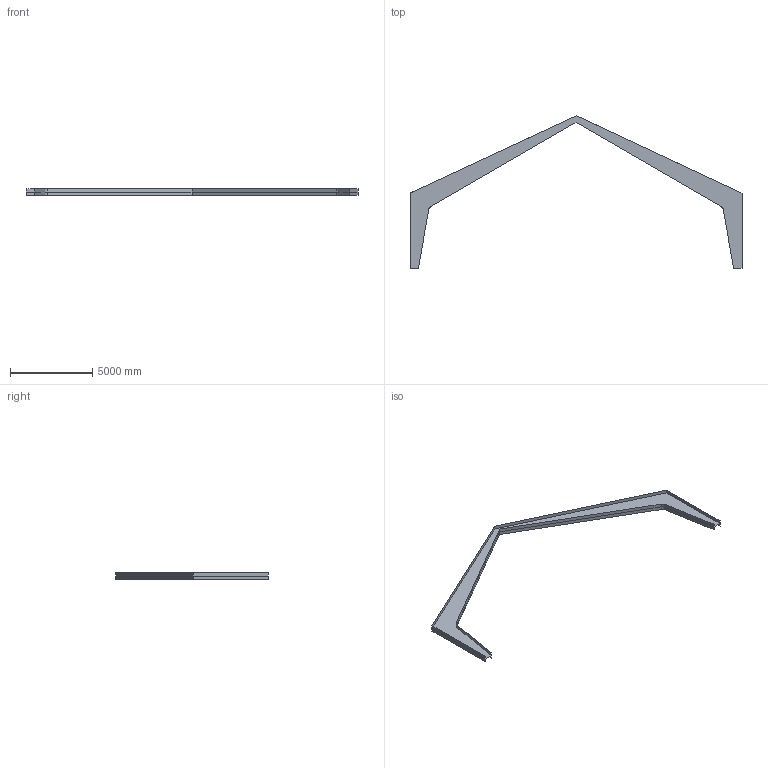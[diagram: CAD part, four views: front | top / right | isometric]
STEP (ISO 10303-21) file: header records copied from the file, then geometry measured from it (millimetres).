
FILE_DESCRIPTION (( 'STEP AP203' ), '1' );
FILE_NAME ('Frame1s1.STEP', '2013-05-28T15:35:40', ( '' ), ( '' ), 'SwSTEP 2.0', 'SolidWorks 2011', '' );
FILE_SCHEMA (( 'CONFIG_CONTROL_DESIGN' ));
Length unit declared in the file: inch
Products named in the file (1): Frame1s1
Bounding box: 20145.28 x 9268.95 x 406.4 mm (x, y, z)
Surface area: 49245859.1 mm2 (no closed solid volume)
Topology: 0 solids, 5 shells, 21 faces, 76 edges, 60 vertices
Faces by surface type: plane 17, cylinder 4
Entity records: 973 total; most frequent: CARTESIAN_POINT 276, DIRECTION 126, ORIENTED_EDGE 92, EDGE_CURVE 76, LINE 66, VECTOR 66, VERTEX_POINT 60, AXIS2_PLACEMENT_3D 30
